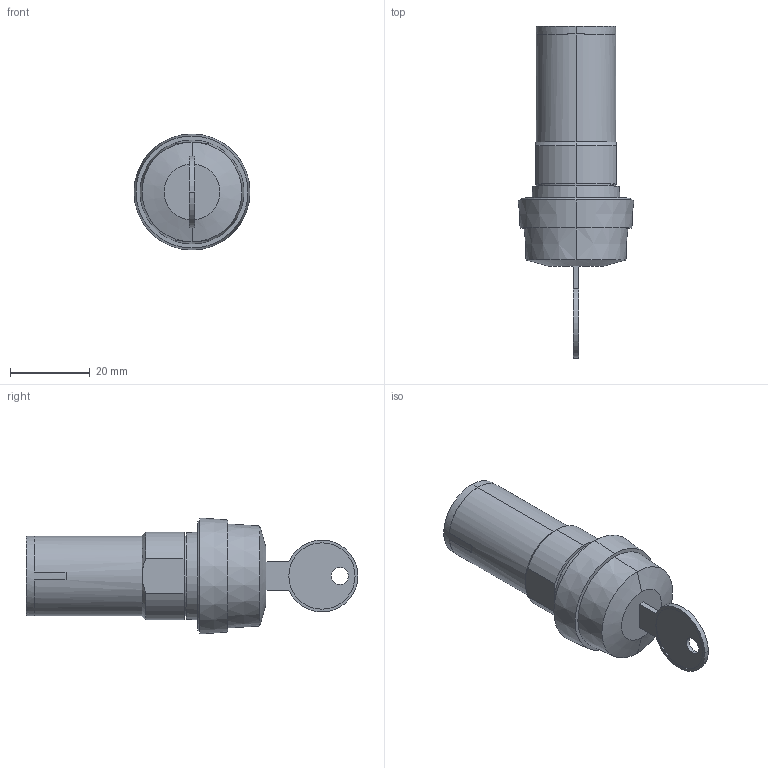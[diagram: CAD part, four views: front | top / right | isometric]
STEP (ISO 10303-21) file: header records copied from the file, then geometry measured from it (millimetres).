
FILE_DESCRIPTION(('starvars output'),'2;1');
FILE_NAME('XB7NG33_3D.stp','17:28:58 2020/04/01',( 'Thomas Industrial Network Germany GmbH'),( 'Thomas Industrial Network Germany GmbH'),'unknown preprocess','ACIS' ,'unknown authorization');
FILE_SCHEMA(('CONFIG_CONTROL_DESIGN {UNKNOWN IMPLEMENTATION LEVEL}'));
Length unit declared in the file: millimetre
Products named in the file (1): PRODUCT_ID_56
Bounding box: 29 x 83 x 29 mm (x, y, z)
Volume: 23829.5 mm3; surface area: 6045.5 mm2
Topology: 1 solids, 1 shells, 54 faces, 125 edges, 82 vertices
Faces by surface type: plane 24, cylinder 18, cone 12
Entity records: 1357 total; most frequent: ORIENTED_EDGE 250, CARTESIAN_POINT 206, DIRECTION 181, EDGE_CURVE 125, VERTEX_POINT 82, EDGE_LOOP 65, FACE_BOUND 65, AXIS2_PLACEMENT_3D 63
